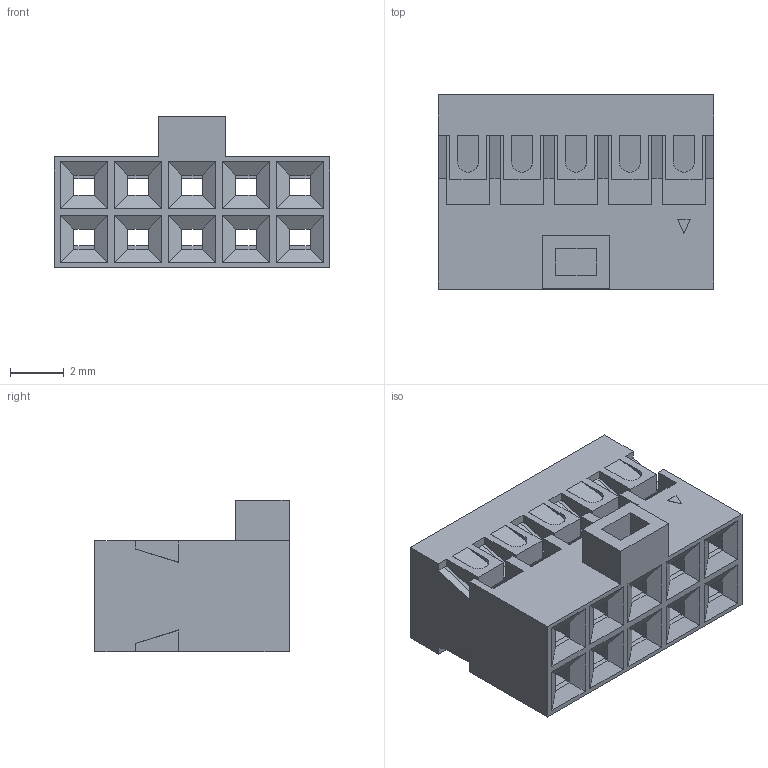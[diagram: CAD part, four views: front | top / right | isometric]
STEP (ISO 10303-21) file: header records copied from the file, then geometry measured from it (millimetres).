
FILE_DESCRIPTION (( 'STEP AP214' ), '1' );
FILE_NAME ('FHG20010-D10M2K6BA-REF.STEP', '2024-08-30T02:52:00', ( '' ), ( '' ), 'SwSTEP 2.0', 'SolidWorks 2021', '' );
FILE_SCHEMA (( 'AUTOMOTIVE_DESIGN' ));
Length unit declared in the file: millimetre
Products named in the file (1): FHG20010-D10M2K6BA-REF
Bounding box: 10.2 x 7.2 x 5.6 mm (x, y, z)
Volume: 133.6 mm3; surface area: 727.7 mm2
Topology: 1 solids, 1 shells, 287 faces, 769 edges, 486 vertices
Faces by surface type: plane 277, cylinder 10
Entity records: 8787 total; most frequent: CARTESIAN_POINT 1573, ORIENTED_EDGE 1538, DIRECTION 1345, EDGE_CURVE 769, LINE 749, VECTOR 749, VERTEX_POINT 486, EDGE_LOOP 329
